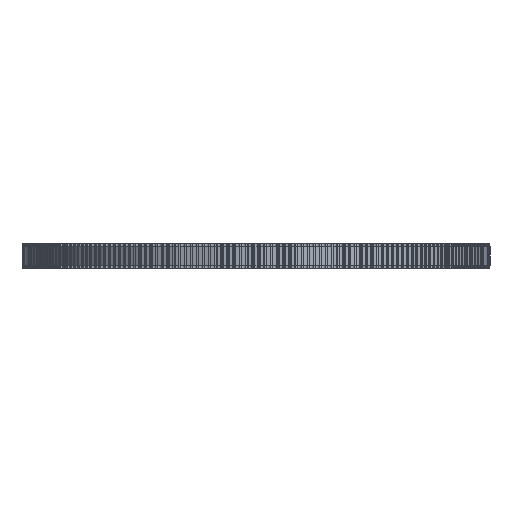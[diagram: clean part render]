
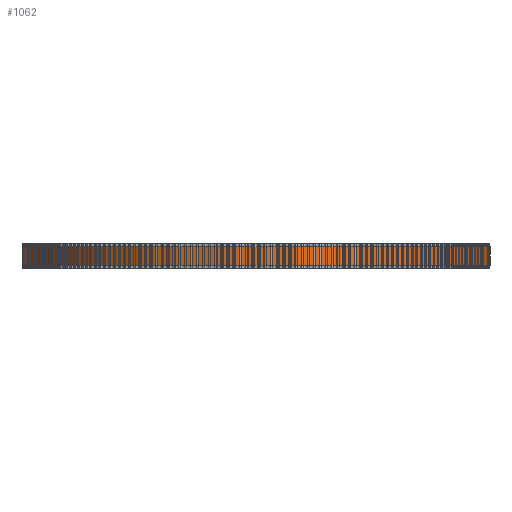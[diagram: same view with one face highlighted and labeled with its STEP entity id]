
A CAD part, front view. The second image highlights one B-rep face of the part: STEP entity #1062.
In plain terms, the highlighted cylindrical face has radius 74.803 mm (diameter 149.606 mm), a full revolution.
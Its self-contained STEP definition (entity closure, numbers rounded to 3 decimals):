
#97=FACE_BOUND('',#3888,.T.);
#98=FACE_BOUND('',#3889,.T.);
#1062=ADVANCED_FACE('',(#97,#98),#2003,.T.);
#2003=CYLINDRICAL_SURFACE('',#20823,74.803);
#3888=EDGE_LOOP('',(#11410));
#3889=EDGE_LOOP('',(#11411));
#11410=ORIENTED_EDGE('',*,*,#16114,.T.);
#11411=ORIENTED_EDGE('',*,*,#16115,.T.);
#13292=VERTEX_POINT('',#33060);
#13293=VERTEX_POINT('',#33062);
#16114=EDGE_CURVE('',#13292,#13292,#17996,.T.);
#16115=EDGE_CURVE('',#13293,#13293,#17997,.T.);
#17996=CIRCLE('',#20821,74.803);
#17997=CIRCLE('',#20822,74.803);
#20821=AXIS2_PLACEMENT_3D('',#33059,#27410,#27411);
#20822=AXIS2_PLACEMENT_3D('',#33061,#27412,#27413);
#20823=AXIS2_PLACEMENT_3D('',#33063,#27414,#27415);
#27410=DIRECTION('',(0.,0.,1.));
#27411=DIRECTION('',(1.,0.,0.));
#27412=DIRECTION('',(0.,0.,-1.));
#27413=DIRECTION('',(1.,0.,0.));
#27414=DIRECTION('',(0.,0.,1.));
#27415=DIRECTION('',(1.,0.,0.));
#33059=CARTESIAN_POINT('',(0.,0.,1.));
#33060=CARTESIAN_POINT('',(74.803,0.,1.));
#33061=CARTESIAN_POINT('',(0.,0.,7.));
#33062=CARTESIAN_POINT('',(74.803,0.,7.));
#33063=CARTESIAN_POINT('',(0.,0.,1.));
